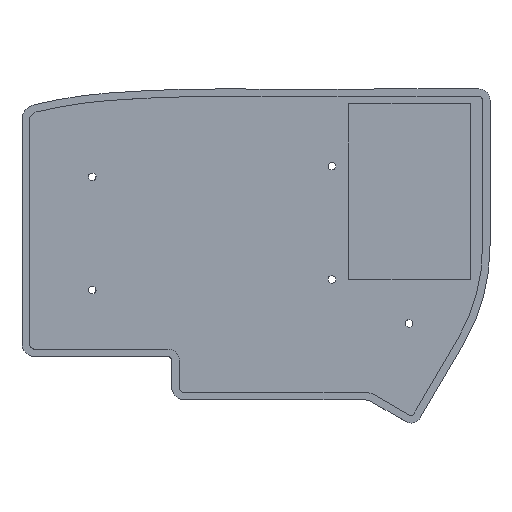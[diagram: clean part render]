
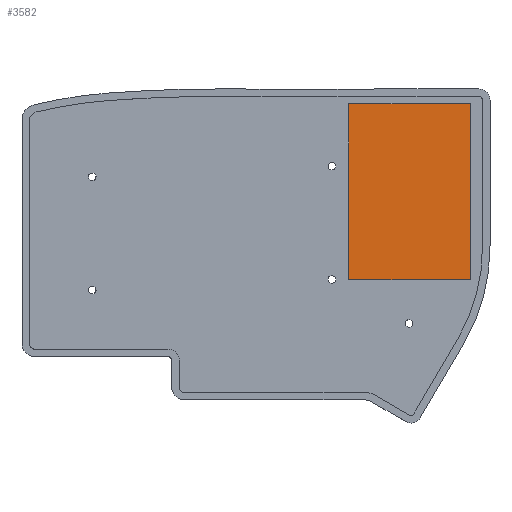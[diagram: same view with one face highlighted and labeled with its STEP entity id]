
A CAD part, top view. The second image highlights one B-rep face of the part: STEP entity #3582.
In plain terms, the highlighted planar face has unit normal (0, 0, 1).
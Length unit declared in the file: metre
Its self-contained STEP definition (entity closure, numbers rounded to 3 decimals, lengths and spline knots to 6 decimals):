
#189=FACE_OUTER_BOUND('',#383,.T.);
#383=EDGE_LOOP('',(#2479,#2480,#2481,#2482));
#614=LINE('',#5185,#1062);
#618=LINE('',#5192,#1066);
#621=LINE('',#5198,#1069);
#623=LINE('',#5201,#1071);
#1062=VECTOR('',#4193,0.01);
#1066=VECTOR('',#4199,0.01);
#1069=VECTOR('',#4204,0.01);
#1071=VECTOR('',#4208,0.01);
#1524=VERTEX_POINT('',#5182);
#1525=VERTEX_POINT('',#5184);
#1527=VERTEX_POINT('',#5190);
#1529=VERTEX_POINT('',#5196);
#1893=EDGE_CURVE('',#1524,#1525,#614,.T.);
#1897=EDGE_CURVE('',#1527,#1524,#618,.T.);
#1900=EDGE_CURVE('',#1529,#1527,#621,.T.);
#1902=EDGE_CURVE('',#1525,#1529,#623,.T.);
#2479=ORIENTED_EDGE('',*,*,#1897,.F.);
#2480=ORIENTED_EDGE('',*,*,#1900,.F.);
#2481=ORIENTED_EDGE('',*,*,#1902,.F.);
#2482=ORIENTED_EDGE('',*,*,#1893,.F.);
#3424=PLANE('',#3823);
#3582=ADVANCED_FACE('',(#189),#3424,.F.);
#3823=AXIS2_PLACEMENT_3D('',#5202,#4209,#4210);
#4193=DIRECTION('',(0.,1.,0.));
#4199=DIRECTION('',(-1.,0.,0.));
#4204=DIRECTION('',(0.,-1.,0.));
#4208=DIRECTION('',(1.,0.,0.));
#4209=DIRECTION('center_axis',(0.,0.,-1.));
#4210=DIRECTION('ref_axis',(-1.,0.,0.));
#5182=CARTESIAN_POINT('',(0.023356,-0.01,-0.00325));
#5184=CARTESIAN_POINT('',(0.023356,0.042849,-0.00325));
#5185=CARTESIAN_POINT('',(0.023356,-0.01,-0.00325));
#5190=CARTESIAN_POINT('',(0.06,-0.01,-0.00325));
#5192=CARTESIAN_POINT('',(0.06,-0.01,-0.00325));
#5196=CARTESIAN_POINT('',(0.06,0.042849,-0.00325));
#5198=CARTESIAN_POINT('',(0.06,0.042849,-0.00325));
#5201=CARTESIAN_POINT('',(0.023356,0.042849,-0.00325));
#5202=CARTESIAN_POINT('Origin',(0.041678,0.016424,-0.00325));
